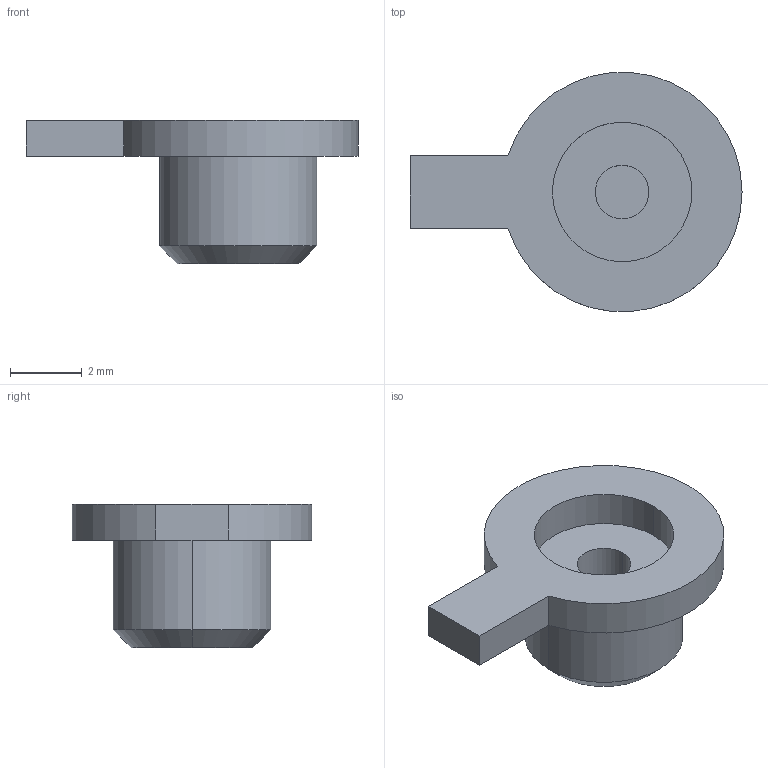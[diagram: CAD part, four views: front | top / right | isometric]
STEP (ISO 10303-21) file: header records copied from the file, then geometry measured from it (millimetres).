
FILE_DESCRIPTION (( 'STEP AP214' ), '1' );
FILE_NAME ('Button Test 2.STEP', '2024-12-25T22:28:29', ( '' ), ( '' ), 'SwSTEP 2.0', 'SolidWorks 2024', '' );
FILE_SCHEMA (( 'AUTOMOTIVE_DESIGN' ));
Length unit declared in the file: millimetre
Products named in the file (1): Button Test 2
Bounding box: 9.28 x 6.68 x 4 mm (x, y, z)
Volume: 68.3 mm3; surface area: 168.8 mm2
Topology: 1 solids, 1 shells, 18 faces, 37 edges, 24 vertices
Faces by surface type: cylinder 8, plane 8, cone 2
Entity records: 506 total; most frequent: DIRECTION 93, CARTESIAN_POINT 80, ORIENTED_EDGE 74, EDGE_CURVE 37, AXIS2_PLACEMENT_3D 37, VERTEX_POINT 24, EDGE_LOOP 21, LINE 19
